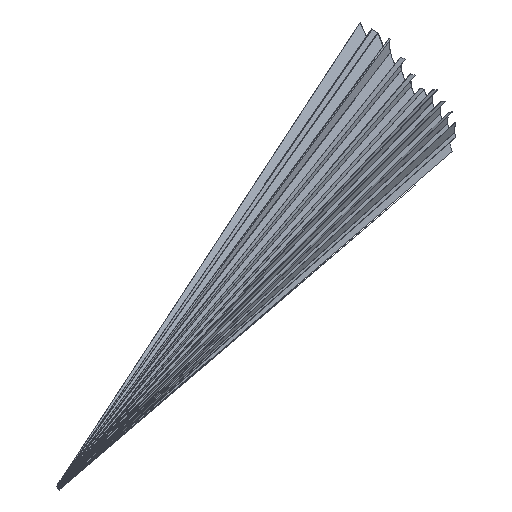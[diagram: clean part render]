
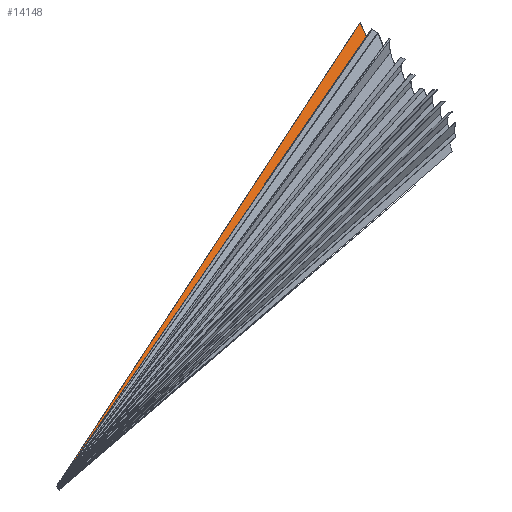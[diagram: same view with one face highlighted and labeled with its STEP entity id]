
A CAD part, isometric view. The second image highlights one B-rep face of the part: STEP entity #14148.
In plain terms, the highlighted planar face has unit normal (-0.046, -0.821, 0.57).
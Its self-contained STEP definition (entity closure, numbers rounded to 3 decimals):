
#14148 = ADVANCED_FACE('',(#14149),#14163,.F.);
#14149 = FACE_BOUND('',#14150,.F.);
#14150 = EDGE_LOOP('',(#14151,#14185,#14212,#14239));
#14151 = ORIENTED_EDGE('',*,*,#14152,.T.);
#14152 = EDGE_CURVE('',#14153,#14155,#14157,.T.);
#14153 = VERTEX_POINT('',#14154);
#14154 = CARTESIAN_POINT('',(750.,170.601,306.8));
#14155 = VERTEX_POINT('',#14156);
#14156 = CARTESIAN_POINT('',(750.,156.205,286.06));
#14157 = SURFACE_CURVE('',#14158,(#14162,#14174),.PCURVE_S1.);
#14158 = LINE('',#14159,#14160);
#14159 = CARTESIAN_POINT('',(750.,171.481,308.067));
#14160 = VECTOR('',#14161,1.);
#14161 = DIRECTION('',(0.,-0.57,-0.822));
#14162 = PCURVE('',#14163,#14168);
#14163 = PLANE('',#14164);
#14164 = AXIS2_PLACEMENT_3D('',#14165,#14166,#14167);
#14165 = CARTESIAN_POINT('',(390.839,85.349,
    154.884));
#14166 = DIRECTION('',(0.046,0.821,-0.57
    ));
#14167 = DIRECTION('',(0.,0.57,0.822
    ));
#14168 = DEFINITIONAL_REPRESENTATION('',(#14169),#14173);
#14169 = LINE('',#14170,#14171);
#14170 = CARTESIAN_POINT('',(174.953,359.544));
#14171 = VECTOR('',#14172,1.);
#14172 = DIRECTION('',(-1.,0.));
#14173 = ( GEOMETRIC_REPRESENTATION_CONTEXT(2) 
PARAMETRIC_REPRESENTATION_CONTEXT() REPRESENTATION_CONTEXT('2D SPACE',''
  ) );
#14174 = PCURVE('',#14175,#14180);
#14175 = PLANE('',#14176);
#14176 = AXIS2_PLACEMENT_3D('',#14177,#14178,#14179);
#14177 = CARTESIAN_POINT('',(750.,163.964,296.975));
#14178 = DIRECTION('',(-1.,0.,0.));
#14179 = DIRECTION('',(0.,-1.,0.));
#14180 = DEFINITIONAL_REPRESENTATION('',(#14181),#14184);
#14181 = B_SPLINE_CURVE_WITH_KNOTS('',1,(#14182,#14183),.UNSPECIFIED.,
  .F.,.F.,(2,2),(0.,26.789),.PIECEWISE_BEZIER_KNOTS.);
#14182 = CARTESIAN_POINT('',(-7.516,11.092));
#14183 = CARTESIAN_POINT('',(7.759,-10.916));
#14184 = ( GEOMETRIC_REPRESENTATION_CONTEXT(2) 
PARAMETRIC_REPRESENTATION_CONTEXT() REPRESENTATION_CONTEXT('2D SPACE',''
  ) );
#14185 = ORIENTED_EDGE('',*,*,#14186,.T.);
#14186 = EDGE_CURVE('',#14155,#14187,#14189,.T.);
#14187 = VERTEX_POINT('',#14188);
#14188 = CARTESIAN_POINT('',(20.,4.047,7.714));
#14189 = SURFACE_CURVE('',#14190,(#14194,#14201),.PCURVE_S1.);
#14190 = LINE('',#14191,#14192);
#14191 = CARTESIAN_POINT('',(750.,156.205,286.06));
#14192 = VECTOR('',#14193,1.);
#14193 = DIRECTION('',(-0.917,-0.191,-0.35));
#14194 = PCURVE('',#14163,#14195);
#14195 = DEFINITIONAL_REPRESENTATION('',(#14196),#14200);
#14196 = LINE('',#14197,#14198);
#14197 = CARTESIAN_POINT('',(148.163,359.544));
#14198 = VECTOR('',#14199,1.);
#14199 = DIRECTION('',(-0.396,-0.918));
#14200 = ( GEOMETRIC_REPRESENTATION_CONTEXT(2) 
PARAMETRIC_REPRESENTATION_CONTEXT() REPRESENTATION_CONTEXT('2D SPACE',''
  ) );
#14201 = PCURVE('',#14202,#14207);
#14202 = PLANE('',#14203);
#14203 = AXIS2_PLACEMENT_3D('',#14204,#14205,#14206);
#14204 = CARTESIAN_POINT('',(385.,80.248,146.799));
#14205 = DIRECTION('',(-0.396,0.539,0.744));
#14206 = DIRECTION('',(0.,0.81,-0.586));
#14207 = DEFINITIONAL_REPRESENTATION('',(#14208),#14211);
#14208 = B_SPLINE_CURVE_WITH_KNOTS('',1,(#14209,#14210),.UNSPECIFIED.,
  .F.,.F.,(2,2),(0.,795.945),.PIECEWISE_BEZIER_KNOTS.);
#14209 = CARTESIAN_POINT('',(-20.145,-397.47));
#14210 = CARTESIAN_POINT('',(19.845,397.47));
#14211 = ( GEOMETRIC_REPRESENTATION_CONTEXT(2) 
PARAMETRIC_REPRESENTATION_CONTEXT() REPRESENTATION_CONTEXT('2D SPACE',''
  ) );
#14212 = ORIENTED_EDGE('',*,*,#14213,.T.);
#14213 = EDGE_CURVE('',#14187,#14214,#14216,.T.);
#14214 = VERTEX_POINT('',#14215);
#14215 = CARTESIAN_POINT('',(20.,4.384,8.2));
#14216 = SURFACE_CURVE('',#14217,(#14221,#14228),.PCURVE_S1.);
#14217 = LINE('',#14218,#14219);
#14218 = CARTESIAN_POINT('',(20.,4.047,7.714));
#14219 = VECTOR('',#14220,1.);
#14220 = DIRECTION('',(0.,0.57,0.822));
#14221 = PCURVE('',#14163,#14222);
#14222 = DEFINITIONAL_REPRESENTATION('',(#14223),#14227);
#14223 = LINE('',#14224,#14225);
#14224 = CARTESIAN_POINT('',(-167.26,-371.234));
#14225 = VECTOR('',#14226,1.);
#14226 = DIRECTION('',(1.,0.));
#14227 = ( GEOMETRIC_REPRESENTATION_CONTEXT(2) 
PARAMETRIC_REPRESENTATION_CONTEXT() REPRESENTATION_CONTEXT('2D SPACE',''
  ) );
#14228 = PCURVE('',#14229,#14234);
#14229 = PLANE('',#14230);
#14230 = AXIS2_PLACEMENT_3D('',#14231,#14232,#14233);
#14231 = CARTESIAN_POINT('',(20.,4.372,7.919));
#14232 = DIRECTION('',(1.,0.,0.));
#14233 = DIRECTION('',(0.,1.,0.));
#14234 = DEFINITIONAL_REPRESENTATION('',(#14235),#14238);
#14235 = B_SPLINE_CURVE_WITH_KNOTS('',1,(#14236,#14237),.UNSPECIFIED.,
  .F.,.F.,(2,2),(0.,0.715),.PIECEWISE_BEZIER_KNOTS.);
#14236 = CARTESIAN_POINT('',(-0.325,-0.205));
#14237 = CARTESIAN_POINT('',(0.082,0.382));
#14238 = ( GEOMETRIC_REPRESENTATION_CONTEXT(2) 
PARAMETRIC_REPRESENTATION_CONTEXT() REPRESENTATION_CONTEXT('2D SPACE',''
  ) );
#14239 = ORIENTED_EDGE('',*,*,#14240,.F.);
#14240 = EDGE_CURVE('',#14153,#14214,#14241,.T.);
#14241 = SURFACE_CURVE('',#14242,(#14246,#14252),.PCURVE_S1.);
#14242 = LINE('',#14243,#14244);
#14243 = CARTESIAN_POINT('',(414.342,94.174,
    169.502));
#14244 = VECTOR('',#14245,1.);
#14245 = DIRECTION('',(-0.906,-0.206,-0.37));
#14246 = PCURVE('',#14163,#14247);
#14247 = DEFINITIONAL_REPRESENTATION('',(#14248),#14251);
#14248 = B_SPLINE_CURVE_WITH_KNOTS('',1,(#14249,#14250),.UNSPECIFIED.,
  .F.,.F.,(2,2),(-451.222,516.019),
  .PIECEWISE_BEZIER_KNOTS.);
#14249 = CARTESIAN_POINT('',(207.418,432.622));
#14250 = CARTESIAN_POINT('',(-200.676,-444.312));
#14251 = ( GEOMETRIC_REPRESENTATION_CONTEXT(2) 
PARAMETRIC_REPRESENTATION_CONTEXT() REPRESENTATION_CONTEXT('2D SPACE',''
  ) );
#14252 = PCURVE('',#14253,#14258);
#14253 = PLANE('',#14254);
#14254 = AXIS2_PLACEMENT_3D('',#14255,#14256,#14257);
#14255 = CARTESIAN_POINT('',(442.008,90.651,
    180.819));
#14256 = DIRECTION('',(0.379,0.,-0.926
    ));
#14257 = DIRECTION('',(-0.926,0.,-0.379));
#14258 = DEFINITIONAL_REPRESENTATION('',(#14259),#14262);
#14259 = B_SPLINE_CURVE_WITH_KNOTS('',1,(#14260,#14261),.UNSPECIFIED.,
  .F.,.F.,(2,2),(-451.222,516.019),
  .PIECEWISE_BEZIER_KNOTS.);
#14260 = CARTESIAN_POINT('',(-411.633,96.572));
#14261 = CARTESIAN_POINT('',(534.818,-102.888));
#14262 = ( GEOMETRIC_REPRESENTATION_CONTEXT(2) 
PARAMETRIC_REPRESENTATION_CONTEXT() REPRESENTATION_CONTEXT('2D SPACE',''
  ) );
